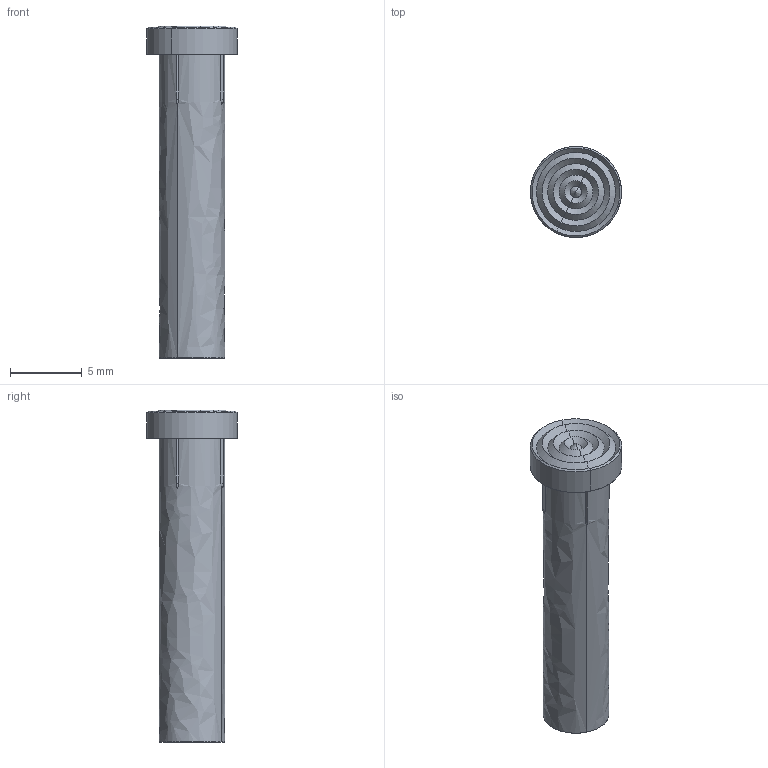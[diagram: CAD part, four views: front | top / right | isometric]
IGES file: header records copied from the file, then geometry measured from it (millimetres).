
Start section: SolidWorks IGES file using analytic representation for surfaces
Global section: file name: STEP;7512FPR-xxx.IGS; native system: SolidWorks 2014; preprocessor: SolidWorks 2014; author: MVanCourt; date: 160628.154304; units: inch
Bounding box: 6.35 x 6.35 x 23.12 mm (x, y, z)
Surface area: 459.3 mm2 (no closed solid volume)
Topology: 0 solids, 0 shells, 47 faces, 382 edges, 380 vertices
Faces by surface type: revolution 32, bspline 15
